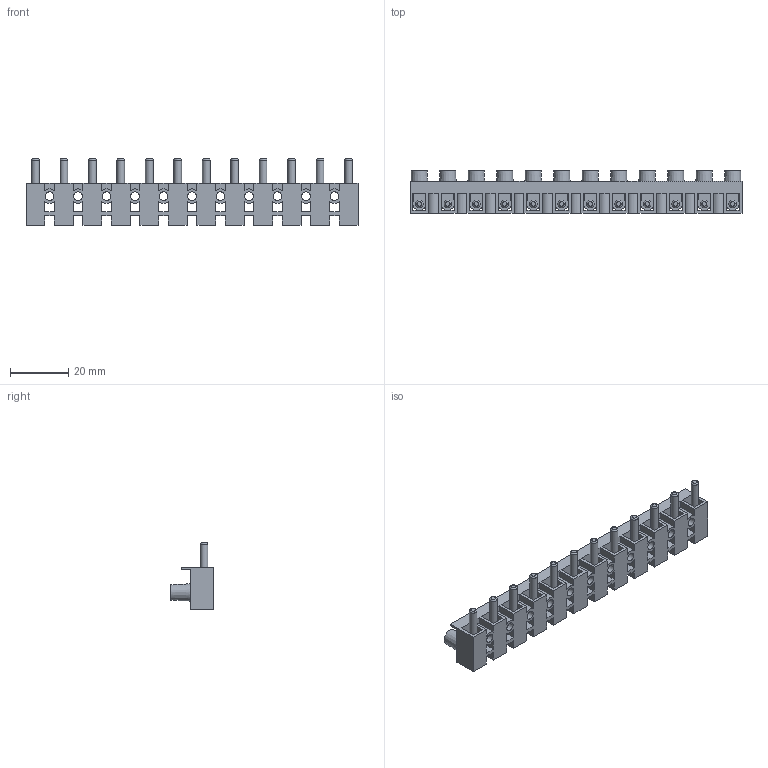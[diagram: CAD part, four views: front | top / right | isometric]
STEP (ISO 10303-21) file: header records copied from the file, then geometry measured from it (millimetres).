
FILE_DESCRIPTION(/* description */ (''),/* implementation_level */ '2;1');
FILE_NAME(/* name */ 'HE42ST.stp',/* time_stamp */ '2016-08-18T11:28:34-04:00',/* author */ ('CAD Station'),/* organization */ (''),/* preprocessor_version */ 'ST-DEVELOPER v16.1',/* originating_system */ 'Autodesk Inventor 2016',/* authorisation */ '');
FILE_SCHEMA (('AUTOMOTIVE_DESIGN { 1 0 10303 214 3 1 1 }'));
Length unit declared in the file: millimetre
Products named in the file (4): Plastic; scew; Lock; ASSY
Assembly tree (26 placements, depth 2):
  ASSY
    Plastic
    scew  x12
    Lock  x13
Bounding box: 114.2 x 14.7 x 22.9 mm (x, y, z)
Volume: 9809 mm3; surface area: 19640.4 mm2
Topology: 26 solids, 26 shells, 597 faces, 1544 edges, 1025 vertices
Faces by surface type: plane 438, cylinder 121, cone 25, torus 13
Full cylindrical faces by diameter (mm): 2.6 x13, 3 x24, 3.5 x12, 4 x12, 4.2 x12
Entity records: 11715 total; most frequent: CARTESIAN_POINT 2041, ORIENTED_EDGE 1906, DIRECTION 1824, EDGE_CURVE 953, LINE 820, VECTOR 820, VERTEX_POINT 661, AXIS2_PLACEMENT_3D 502
